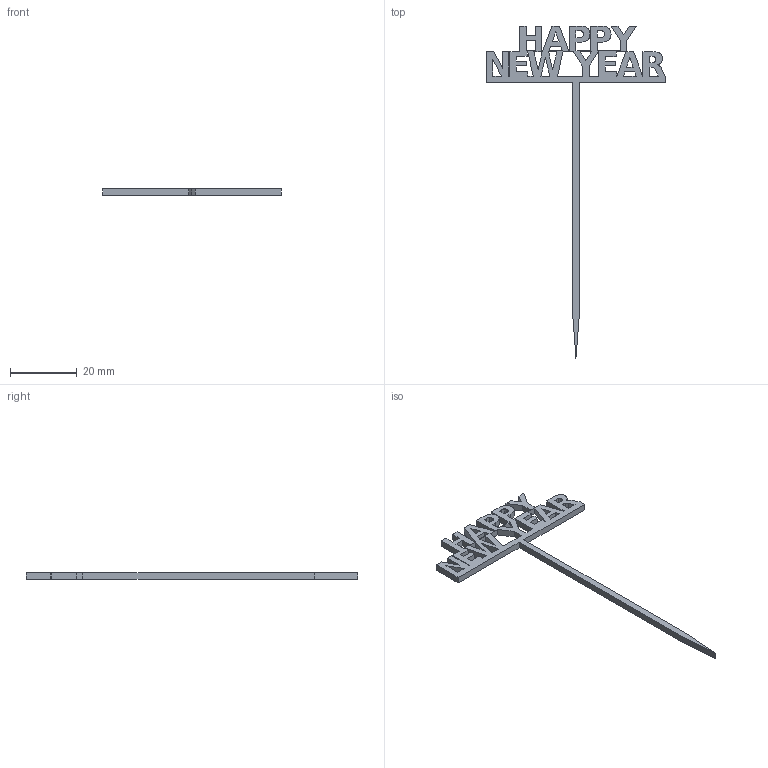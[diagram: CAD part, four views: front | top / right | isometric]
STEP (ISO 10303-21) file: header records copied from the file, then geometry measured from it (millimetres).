
FILE_DESCRIPTION(/* description */ (''),/* implementation_level */ '2;1');
FILE_NAME(/* name */ '6b248b34-087c-4b7e-83fd-8f6d4b947a02.stp',/* time_stamp */ '2017-01-14T20:31:39+01:00',/* author */ (''),/* organization */ (''),/* preprocessor_version */ 'ST-DEVELOPER v16.5',/* originating_system */ 'Autodesk Translation Framework v5.2.0.2920',/* authorisation */ '');
FILE_SCHEMA (('AUTOMOTIVE_DESIGN { 1 0 10303 214 3 1 1 }'));
Length unit declared in the file: millimetre
Products named in the file (1): FusionComponent
Bounding box: 53.76 x 99.8 x 2 mm (x, y, z)
Volume: 1262.1 mm3; surface area: 2611.7 mm2
Topology: 1 solids, 1 shells, 164 faces, 486 edges, 324 vertices
Faces by surface type: plane 136, bspline 28
Entity records: 5520 total; most frequent: CARTESIAN_POINT 1227, ORIENTED_EDGE 972, DIRECTION 704, EDGE_CURVE 486, LINE 430, VECTOR 430, VERTEX_POINT 324, EDGE_LOOP 200
